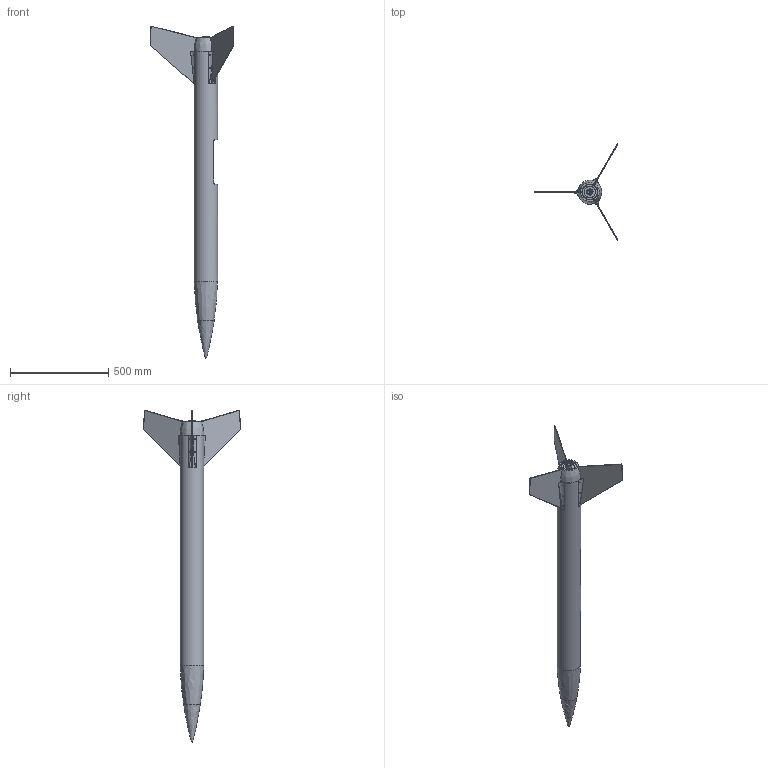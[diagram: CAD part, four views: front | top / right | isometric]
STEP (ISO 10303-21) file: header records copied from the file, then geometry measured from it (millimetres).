
FILE_DESCRIPTION(/* description */ ('','CAx-IF Rec.Pracs.---Representation and Presentation of Product Manufacturing Information (PMI)---4.0---2014-10-13'),/* implementation_level */ '2;1');
FILE_NAME(/* name */ '99e46b21-f92b-466c-9024-0e62d626257d.stp',/* time_stamp */ '2024-10-25T17:20:57Z',/* author */ (''),/* organization */ (''),/* preprocessor_version */ 'ST-DEVELOPER v20',/* originating_system */ 'Autodesk Translation Framework v13.20.0.188',/* authorisation */ '');
FILE_SCHEMA (('AP242_MANAGED_MODEL_BASED_3D_ENGINEERING_MIM_LF { 1 0 10303 442 1 1 4 }'));
Length unit declared in the file: millimetre
Products named in the file (10): Assemblage; bague propu_1; Pro54-5G_motor; support ailerons; aileron principal; Tube_fusex; support ailerons v2(Symétrie miroir); support ailerons v2(Symétrie miroir) (1); support ailerons v2(Symétrie miroir) (2); Ogive_eagle
Assembly tree (13 placements, depth 2):
  Assemblage
    bague propu_1
    Pro54-5G_motor
    support ailerons  x3
    aileron principal  x3
    Tube_fusex
    support ailerons v2(Symétrie miroir)
    support ailerons v2(Symétrie miroir) (1)
    support ailerons v2(Symétrie miroir) (2)
    Ogive_eagle
Bounding box: 427.09 x 492.61 x 1688.23 mm (x, y, z)
Volume: 2227334.2 mm3; surface area: 1573555.9 mm2
Topology: 15 solids, 15 shells, 156 faces, 376 edges, 251 vertices
Faces by surface type: plane 82, cylinder 58, bspline 9, sphere 5, cone 2
Full cylindrical faces by diameter (mm): 3.5 x18, 31.8 x1, 40 x1, 50.4 x1, 54 x1, 54.3 x1, 57.8 x1, 59.1 x1, 77.002 x2, 80.356 x3, 117 x1, 120 x1
Entity records: 6204 total; most frequent: CARTESIAN_POINT 3213, ORIENTED_EDGE 552, DIRECTION 533, EDGE_CURVE 276, AXIS2_PLACEMENT_3D 211, VERTEX_POINT 187, EDGE_LOOP 157, FACE_OUTER_BOUND 118
